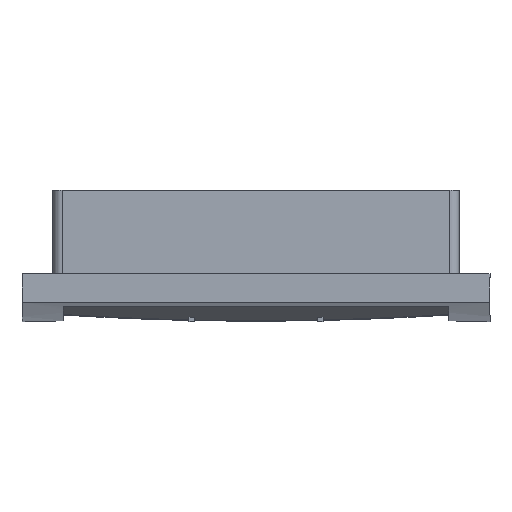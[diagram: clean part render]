
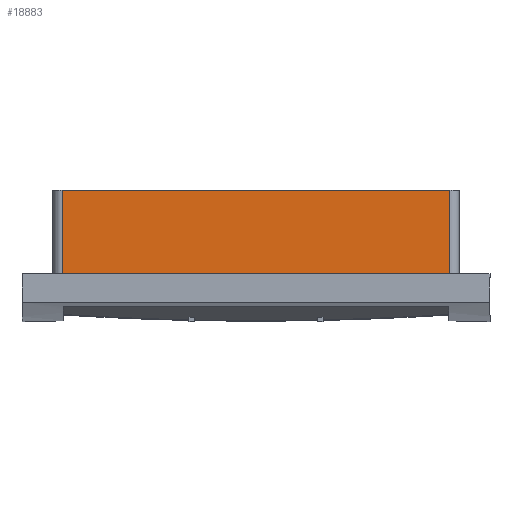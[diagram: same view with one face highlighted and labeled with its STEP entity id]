
A CAD part, top view. The second image highlights one B-rep face of the part: STEP entity #18883.
In plain terms, the highlighted planar face has unit normal (0, 0, 1).
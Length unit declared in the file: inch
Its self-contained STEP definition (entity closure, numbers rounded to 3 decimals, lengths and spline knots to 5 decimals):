
#571 = CARTESIAN_POINT ( 'NONE',  ( -4.19291, 0., 4.38976 ) ) ;
#696 = DIRECTION ( 'NONE',  ( 0., -1., 0. ) ) ;
#825 = FACE_OUTER_BOUND ( 'NONE', #5809, .T. ) ;
#1024 = CARTESIAN_POINT ( 'NONE',  ( -4.19291, 1.81102, 4.38976 ) ) ;
#1410 = LINE ( 'NONE', #8125, #9202 ) ;
#1990 = ORIENTED_EDGE ( 'NONE', *, *, #3593, .F. ) ;
#2076 = DIRECTION ( 'NONE',  ( 1., 0., 0. ) ) ;
#2234 = LINE ( 'NONE', #17833, #14156 ) ;
#2273 = VERTEX_POINT ( 'NONE', #1024 ) ;
#2783 = VECTOR ( 'NONE', #2076, 39.37008 ) ;
#3588 = CARTESIAN_POINT ( 'NONE',  ( 0., 1.81102, 4.38976 ) ) ;
#3593 = EDGE_CURVE ( 'NONE', #16519, #5924, #1410, .T. ) ;
#4451 = VECTOR ( 'NONE', #696, 39.37008 ) ;
#4954 = LINE ( 'NONE', #3588, #2783 ) ;
#5533 = ORIENTED_EDGE ( 'NONE', *, *, #5834, .T. ) ;
#5708 = EDGE_CURVE ( 'NONE', #2273, #16519, #4954, .T. ) ;
#5809 = EDGE_LOOP ( 'NONE', ( #11430, #1990, #18089, #5533 ) ) ;
#5834 = EDGE_CURVE ( 'NONE', #2273, #11919, #12527, .T. ) ;
#5924 = VERTEX_POINT ( 'NONE', #10360 ) ;
#6318 = AXIS2_PLACEMENT_3D ( 'NONE', #17834, #17632, #14823 ) ;
#6793 = EDGE_CURVE ( 'NONE', #11919, #5924, #2234, .T. ) ;
#8125 = CARTESIAN_POINT ( 'NONE',  ( 4.19291, 0., 4.38976 ) ) ;
#8617 = CARTESIAN_POINT ( 'NONE',  ( -4.19291, 0., 4.38976 ) ) ;
#9202 = VECTOR ( 'NONE', #11392, 39.37008 ) ;
#10135 = DIRECTION ( 'NONE',  ( 1., 0., 0. ) ) ;
#10360 = CARTESIAN_POINT ( 'NONE',  ( 4.19291, 0., 4.38976 ) ) ;
#11392 = DIRECTION ( 'NONE',  ( 0., -1., 0. ) ) ;
#11430 = ORIENTED_EDGE ( 'NONE', *, *, #6793, .T. ) ;
#11522 = PLANE ( 'NONE',  #6318 ) ;
#11919 = VERTEX_POINT ( 'NONE', #8617 ) ;
#12527 = LINE ( 'NONE', #571, #4451 ) ;
#14156 = VECTOR ( 'NONE', #10135, 39.37008 ) ;
#14823 = DIRECTION ( 'NONE',  ( 1., 0., 0. ) ) ;
#16519 = VERTEX_POINT ( 'NONE', #19060 ) ;
#17632 = DIRECTION ( 'NONE',  ( 0., 0., 1. ) ) ;
#17833 = CARTESIAN_POINT ( 'NONE',  ( 4.19291, 0., 4.38976 ) ) ;
#17834 = CARTESIAN_POINT ( 'NONE',  ( 4.19291, 0., 4.38976 ) ) ;
#18089 = ORIENTED_EDGE ( 'NONE', *, *, #5708, .F. ) ;
#18883 = ADVANCED_FACE ( 'NONE', ( #825 ), #11522, .T. ) ;
#19060 = CARTESIAN_POINT ( 'NONE',  ( 4.19291, 1.81102, 4.38976 ) ) ;
